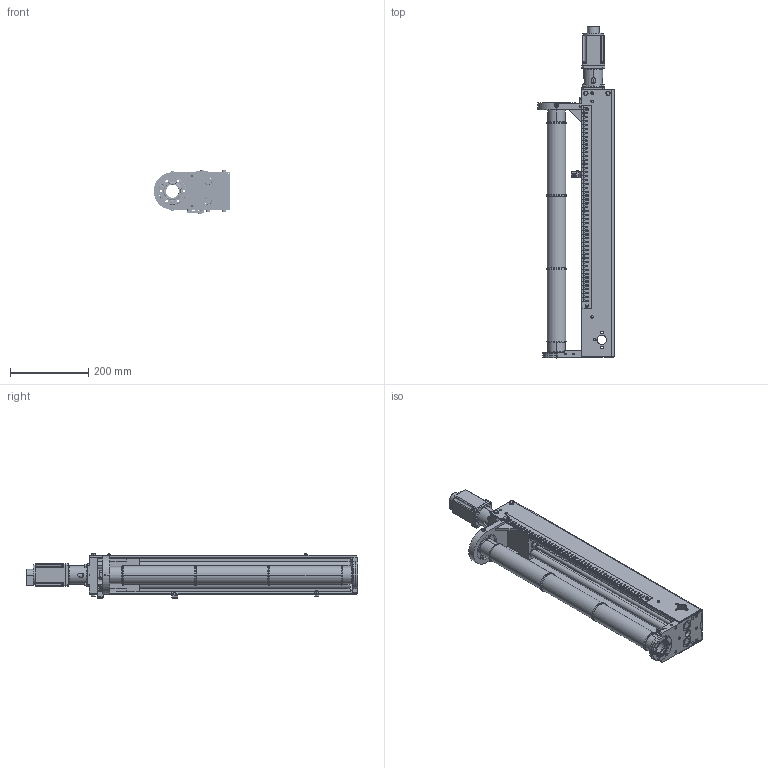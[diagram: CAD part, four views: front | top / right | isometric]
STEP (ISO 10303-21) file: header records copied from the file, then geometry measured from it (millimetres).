
FILE_DESCRIPTION((''),'2;1');
FILE_NAME('PRT0001','2017-04-11T',('keith.feeley'),(''),'CREO PARAMETRIC BY PTC INC, 2015380','CREO PARAMETRIC BY PTC INC, 2015380','');
FILE_SCHEMA(('AUTOMOTIVE_DESIGN { 1 0 10303 214 1 1 1 1 }'));
Products named in the file (1): PRT0001
Bounding box: 195.7 x 847.3 x 113.1 mm (x, y, z)
Volume: 2462309.3 mm3; surface area: 889538.7 mm2
Topology: 9 solids, 106 shells, 9507 faces, 26650 edges, 17547 vertices
Faces by surface type: plane 8214, cylinder 847, cone 318, torus 124, bspline 4
Entity records: 357855 total; most frequent: CARTESIAN_POINT 58901, ORIENTED_EDGE 52852, DIRECTION 47661, EDGE_CURVE 26590, VECTOR 23599, LINE 23599, VERTEX_POINT 17547, AXIS2_PLACEMENT_3D 12031
